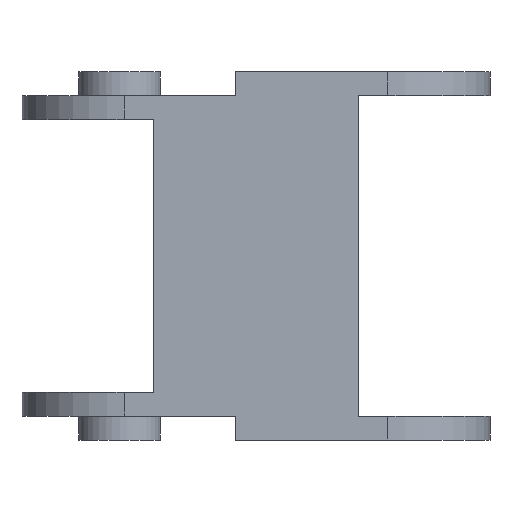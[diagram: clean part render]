
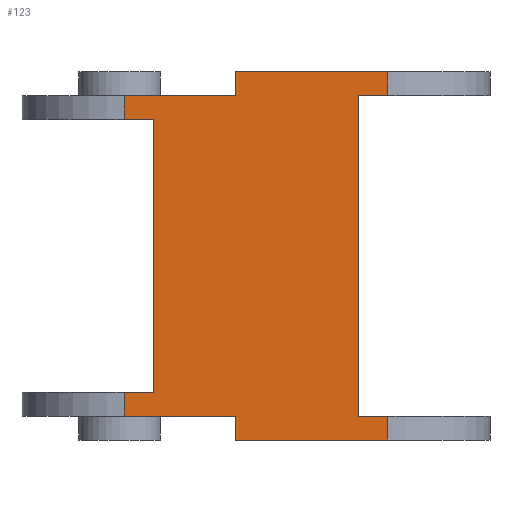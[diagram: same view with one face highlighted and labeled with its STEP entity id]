
A CAD part, top view. The second image highlights one B-rep face of the part: STEP entity #123.
In plain terms, the highlighted planar face has unit normal (0, 0, 1).
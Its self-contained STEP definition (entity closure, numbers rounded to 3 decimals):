
#123=ADVANCED_FACE('',(#259),#260,.T.);
#259=FACE_OUTER_BOUND('',#405,.T.);
#260=PLANE('',#406);
#405=EDGE_LOOP('',(#720,#721,#722,#723,#724,#725,#726,#727,#728,#729,#730,#731,#732,#733,#734,#735));
#406=AXIS2_PLACEMENT_3D('',#736,#737,#738);
#720=ORIENTED_EDGE('',*,*,#997,.T.);
#721=ORIENTED_EDGE('',*,*,#991,.T.);
#722=ORIENTED_EDGE('',*,*,#1014,.F.);
#723=ORIENTED_EDGE('',*,*,#946,.T.);
#724=ORIENTED_EDGE('',*,*,#1015,.T.);
#725=ORIENTED_EDGE('',*,*,#977,.T.);
#726=ORIENTED_EDGE('',*,*,#1016,.F.);
#727=ORIENTED_EDGE('',*,*,#1017,.T.);
#728=ORIENTED_EDGE('',*,*,#1018,.T.);
#729=ORIENTED_EDGE('',*,*,#1019,.T.);
#730=ORIENTED_EDGE('',*,*,#1020,.T.);
#731=ORIENTED_EDGE('',*,*,#1021,.T.);
#732=ORIENTED_EDGE('',*,*,#966,.T.);
#733=ORIENTED_EDGE('',*,*,#939,.T.);
#734=ORIENTED_EDGE('',*,*,#1022,.T.);
#735=ORIENTED_EDGE('',*,*,#1010,.T.);
#736=CARTESIAN_POINT('',(-10.,-3.5,7.5));
#737=DIRECTION('',(0.0,0.0,1.0));
#738=DIRECTION('',(1.0,0.0,0.0));
#939=EDGE_CURVE('',#1147,#1145,#1148,.T.);
#946=EDGE_CURVE('',#1158,#1156,#1159,.T.);
#966=EDGE_CURVE('',#1186,#1147,#1187,.T.);
#977=EDGE_CURVE('',#1203,#1201,#1204,.T.);
#991=EDGE_CURVE('',#1222,#1220,#1223,.T.);
#997=EDGE_CURVE('',#1229,#1222,#1232,.T.);
#1010=EDGE_CURVE('',#1251,#1229,#1252,.T.);
#1014=EDGE_CURVE('',#1158,#1220,#1257,.T.);
#1015=EDGE_CURVE('',#1156,#1203,#1258,.T.);
#1016=EDGE_CURVE('',#1259,#1201,#1260,.T.);
#1017=EDGE_CURVE('',#1259,#1261,#1262,.T.);
#1018=EDGE_CURVE('',#1261,#1263,#1264,.T.);
#1019=EDGE_CURVE('',#1263,#1265,#1266,.T.);
#1020=EDGE_CURVE('',#1265,#1267,#1268,.T.);
#1021=EDGE_CURVE('',#1267,#1186,#1269,.T.);
#1022=EDGE_CURVE('',#1145,#1251,#1270,.T.);
#1145=VERTEX_POINT('',#1420);
#1147=VERTEX_POINT('',#1422);
#1148=LINE('',#1423,#1424);
#1156=VERTEX_POINT('',#1434);
#1158=VERTEX_POINT('',#1437);
#1159=LINE('',#1438,#1439);
#1186=VERTEX_POINT('',#1472);
#1187=LINE('',#1473,#1474);
#1201=VERTEX_POINT('',#1493);
#1203=VERTEX_POINT('',#1495);
#1204=LINE('',#1496,#1497);
#1220=VERTEX_POINT('',#1515);
#1222=VERTEX_POINT('',#1517);
#1223=LINE('',#1518,#1519);
#1229=VERTEX_POINT('',#1527);
#1232=LINE('',#1532,#1533);
#1251=VERTEX_POINT('',#1562);
#1252=LINE('',#1563,#1564);
#1257=LINE('',#1569,#1570);
#1258=LINE('',#1571,#1572);
#1259=VERTEX_POINT('',#1573);
#1260=LINE('',#1574,#1575);
#1261=VERTEX_POINT('',#1576);
#1262=LINE('',#1577,#1578);
#1263=VERTEX_POINT('',#1579);
#1264=LINE('',#1580,#1581);
#1265=VERTEX_POINT('',#1582);
#1266=LINE('',#1583,#1584);
#1267=VERTEX_POINT('',#1585);
#1268=LINE('',#1586,#1587);
#1269=LINE('',#1588,#1589);
#1270=LINE('',#1590,#1591);
#1420=CARTESIAN_POINT('',(-0.35,21.75,7.5));
#1422=CARTESIAN_POINT('',(-2.5,21.75,7.5));
#1423=CARTESIAN_POINT('',(2.325,21.75,7.5));
#1424=VECTOR('',#1715,1.0);
#1434=CARTESIAN_POINT('',(-17.5,20.0,7.5));
#1437=CARTESIAN_POINT('',(-19.65,20.0,7.5));
#1438=CARTESIAN_POINT('',(-22.325,20.0,7.5));
#1439=VECTOR('',#1725,1.0);
#1472=CARTESIAN_POINT('',(-2.5,-1.75,7.5));
#1473=CARTESIAN_POINT('',(-2.5,3.25,7.5));
#1474=VECTOR('',#1756,1.0);
#1493=CARTESIAN_POINT('',(-19.65,0.0,7.5));
#1495=CARTESIAN_POINT('',(-17.5,0.0,7.5));
#1496=CARTESIAN_POINT('',(-22.325,0.0,7.5));
#1497=VECTOR('',#1771,1.0);
#1515=CARTESIAN_POINT('',(-19.65,21.75,7.5));
#1517=CARTESIAN_POINT('',(-11.5,21.75,7.5));
#1518=CARTESIAN_POINT('',(-19.325,21.75,7.5));
#1519=VECTOR('',#1792,1.0);
#1527=CARTESIAN_POINT('',(-11.5,23.5,7.5));
#1532=CARTESIAN_POINT('',(-11.5,9.563,7.5));
#1533=VECTOR('',#1797,1.0);
#1562=CARTESIAN_POINT('',(-0.35,23.5,7.5));
#1563=CARTESIAN_POINT('',(-19.65,23.5,7.5));
#1564=VECTOR('',#1808,1.0);
#1569=CARTESIAN_POINT('',(-19.65,-3.5,7.5));
#1570=VECTOR('',#1815,1.0);
#1571=CARTESIAN_POINT('',(-17.5,3.25,7.5));
#1572=VECTOR('',#1816,1.0);
#1573=CARTESIAN_POINT('',(-19.65,-1.75,7.5));
#1574=CARTESIAN_POINT('',(-19.65,-3.5,7.5));
#1575=VECTOR('',#1817,1.0);
#1576=CARTESIAN_POINT('',(-11.5,-1.75,7.5));
#1577=CARTESIAN_POINT('',(-19.325,-1.75,7.5));
#1578=VECTOR('',#1818,1.0);
#1579=CARTESIAN_POINT('',(-11.5,-3.5,7.5));
#1580=CARTESIAN_POINT('',(-11.5,-3.063,7.5));
#1581=VECTOR('',#1819,1.0);
#1582=CARTESIAN_POINT('',(-0.35,-3.5,7.5));
#1583=CARTESIAN_POINT('',(-19.65,-3.5,7.5));
#1584=VECTOR('',#1820,1.0);
#1585=CARTESIAN_POINT('',(-0.35,-1.75,7.5));
#1586=CARTESIAN_POINT('',(-0.35,-3.5,7.5));
#1587=VECTOR('',#1821,1.0);
#1588=CARTESIAN_POINT('',(2.325,-1.75,7.5));
#1589=VECTOR('',#1822,1.0);
#1590=CARTESIAN_POINT('',(-0.35,-3.5,7.5));
#1591=VECTOR('',#1823,1.0);
#1715=DIRECTION('',(1.0,0.0,0.0));
#1725=DIRECTION('',(1.0,0.0,0.0));
#1756=DIRECTION('',(0.0,1.0,0.0));
#1771=DIRECTION('',(-1.0,0.0,0.0));
#1792=DIRECTION('',(-1.0,0.0,0.0));
#1797=DIRECTION('',(0.0,-1.0,0.0));
#1808=DIRECTION('',(-1.0,0.0,0.0));
#1815=DIRECTION('',(0.0,1.0,0.0));
#1816=DIRECTION('',(0.0,-1.0,0.0));
#1817=DIRECTION('',(0.0,1.0,0.0));
#1818=DIRECTION('',(1.0,0.0,-0.0));
#1819=DIRECTION('',(0.0,-1.0,0.0));
#1820=DIRECTION('',(1.0,0.0,0.0));
#1821=DIRECTION('',(0.0,1.0,0.0));
#1822=DIRECTION('',(-1.0,0.0,0.0));
#1823=DIRECTION('',(0.0,1.0,0.0));
